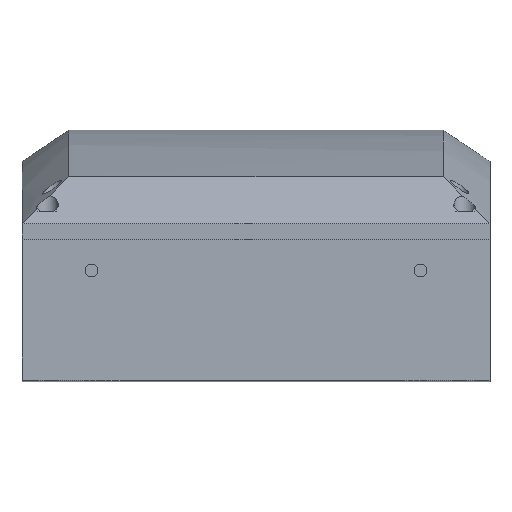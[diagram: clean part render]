
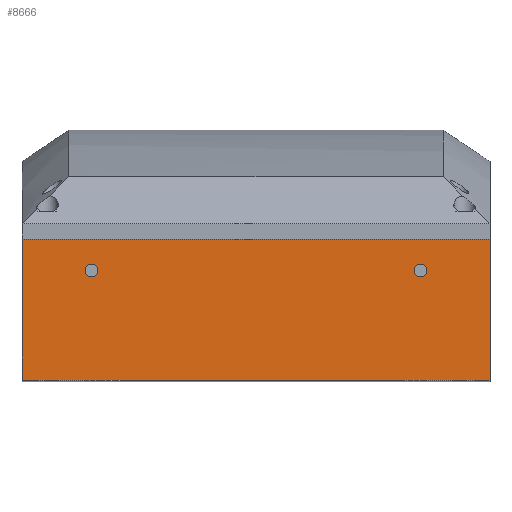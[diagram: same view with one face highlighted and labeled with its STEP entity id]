
A CAD part, top view. The second image highlights one B-rep face of the part: STEP entity #8666.
In plain terms, the highlighted planar face has unit normal (0, 0, 1).
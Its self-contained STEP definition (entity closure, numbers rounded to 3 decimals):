
#341=FACE_BOUND('',#1767,.T.);
#342=FACE_BOUND('',#1768,.T.);
#602=PLANE('',#9601);
#1093=FACE_OUTER_BOUND('',#1766,.T.);
#1766=EDGE_LOOP('',(#7411,#7412,#7413,#7414));
#1767=EDGE_LOOP('',(#7415));
#1768=EDGE_LOOP('',(#7416));
#2291=LINE('',#13850,#2933);
#2330=LINE('',#13991,#2972);
#2401=LINE('',#14203,#3043);
#2408=LINE('',#14211,#3050);
#2933=VECTOR('',#11446,10.);
#2972=VECTOR('',#11633,10.);
#3043=VECTOR('',#11850,10.);
#3050=VECTOR('',#11859,10.);
#3182=CIRCLE('',#8777,2.05);
#3184=CIRCLE('',#8780,2.05);
#3600=VERTEX_POINT('',#12257);
#3602=VERTEX_POINT('',#12263);
#4098=VERTEX_POINT('',#13843);
#4101=VERTEX_POINT('',#13848);
#4128=VERTEX_POINT('',#13988);
#4129=VERTEX_POINT('',#13990);
#4392=EDGE_CURVE('',#3600,#3600,#3182,.T.);
#4395=EDGE_CURVE('',#3602,#3602,#3184,.T.);
#5131=EDGE_CURVE('',#4101,#4098,#2291,.T.);
#5190=EDGE_CURVE('',#4129,#4128,#2330,.T.);
#5295=EDGE_CURVE('',#4128,#4098,#2401,.T.);
#5302=EDGE_CURVE('',#4129,#4101,#2408,.T.);
#7411=ORIENTED_EDGE('',*,*,#5190,.T.);
#7412=ORIENTED_EDGE('',*,*,#5295,.T.);
#7413=ORIENTED_EDGE('',*,*,#5131,.F.);
#7414=ORIENTED_EDGE('',*,*,#5302,.F.);
#7415=ORIENTED_EDGE('',*,*,#4392,.T.);
#7416=ORIENTED_EDGE('',*,*,#4395,.T.);
#8666=ADVANCED_FACE('',(#1093,#341,#342),#602,.T.);
#8777=AXIS2_PLACEMENT_3D('',#12258,#9725,#9726);
#8780=AXIS2_PLACEMENT_3D('',#12264,#9732,#9733);
#9601=AXIS2_PLACEMENT_3D('',#14236,#11896,#11897);
#9725=DIRECTION('center_axis',(0.,0.,-1.));
#9726=DIRECTION('ref_axis',(1.,0.,0.));
#9732=DIRECTION('center_axis',(0.,0.,-1.));
#9733=DIRECTION('ref_axis',(1.,0.,0.));
#11446=DIRECTION('',(1.,0.,0.));
#11633=DIRECTION('',(1.,0.,0.));
#11850=DIRECTION('',(0.,1.,0.));
#11859=DIRECTION('',(0.,1.,0.));
#11896=DIRECTION('center_axis',(0.,0.,1.));
#11897=DIRECTION('ref_axis',(1.,0.,0.));
#12257=CARTESIAN_POINT('',(-54.242,130.313,-74.115));
#12258=CARTESIAN_POINT('Origin',(-52.192,130.313,-74.115));
#12263=CARTESIAN_POINT('',(50.758,130.313,-74.115));
#12264=CARTESIAN_POINT('Origin',(52.808,130.313,-74.115));
#13843=CARTESIAN_POINT('',(75.008,140.313,-74.115));
#13848=CARTESIAN_POINT('',(-74.392,140.313,-74.115));
#13850=CARTESIAN_POINT('',(-74.392,140.313,-74.115));
#13988=CARTESIAN_POINT('',(75.008,95.313,-74.115));
#13990=CARTESIAN_POINT('',(-74.392,95.313,-74.115));
#13991=CARTESIAN_POINT('',(-74.392,95.313,-74.115));
#14203=CARTESIAN_POINT('',(75.008,95.313,-74.115));
#14211=CARTESIAN_POINT('',(-74.392,95.313,-74.115));
#14236=CARTESIAN_POINT('Origin',(-74.392,95.313,-74.115));
